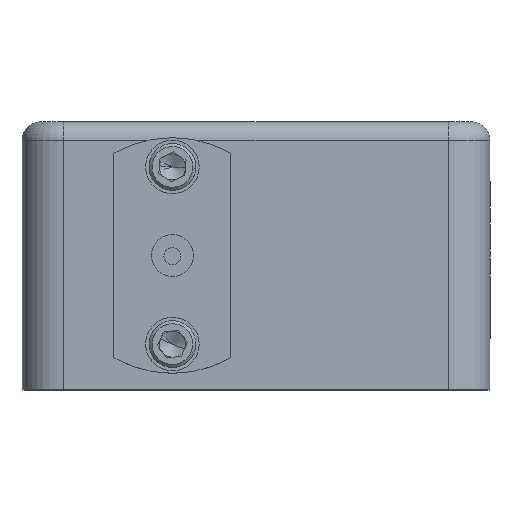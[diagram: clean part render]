
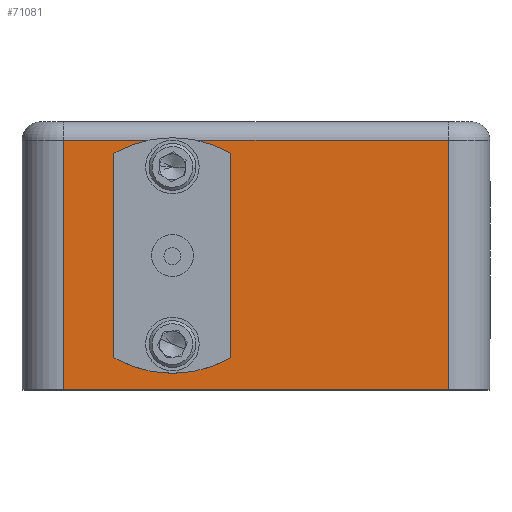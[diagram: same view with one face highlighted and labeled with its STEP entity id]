
A CAD part, top view. The second image highlights one B-rep face of the part: STEP entity #71081.
In plain terms, the highlighted planar face has unit normal (0, 0, 1).
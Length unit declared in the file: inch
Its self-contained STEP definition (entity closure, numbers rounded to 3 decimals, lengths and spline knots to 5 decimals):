
#5826 = ORIENTED_EDGE ( 'NONE', *, *, #36028, .F. ) ;
#5828 = ORIENTED_EDGE ( 'NONE', *, *, #81867, .F. ) ;
#5830 = ORIENTED_EDGE ( 'NONE', *, *, #30334, .F. ) ;
#5832 = ORIENTED_EDGE ( 'NONE', *, *, #81849, .F. ) ;
#5834 = ORIENTED_EDGE ( 'NONE', *, *, #30332, .F. ) ;
#5836 = ORIENTED_EDGE ( 'NONE', *, *, #81824, .F. ) ;
#5838 = ORIENTED_EDGE ( 'NONE', *, *, #30329, .T. ) ;
#5840 = ORIENTED_EDGE ( 'NONE', *, *, #30327, .T. ) ;
#5842 = ORIENTED_EDGE ( 'NONE', *, *, #30325, .T. ) ;
#5844 = ORIENTED_EDGE ( 'NONE', *, *, #30358, .T. ) ;
#6425 = EDGE_LOOP ( 'NONE', ( #5826, #5828 ) ) ;
#12330 = VERTEX_POINT ( 'NONE', #28686 ) ;
#12339 = VERTEX_POINT ( 'NONE', #28692 ) ;
#12348 = VERTEX_POINT ( 'NONE', #28698 ) ;
#12374 = VERTEX_POINT ( 'NONE', #28718 ) ;
#20519 = LINE ( 'NONE', #25189, #20535 ) ;
#20531 = LINE ( 'NONE', #25188, #20538 ) ;
#20535 = VECTOR ( 'NONE', #25183, 39.37008 ) ;
#20536 = LINE ( 'NONE', #25198, #20541 ) ;
#20538 = VECTOR ( 'NONE', #25197, 39.37008 ) ;
#20540 = CIRCLE ( 'NONE', #67682, 0.16 ) ;
#20541 = VECTOR ( 'NONE', #25199, 39.37008 ) ;
#20544 = CIRCLE ( 'NONE', #67684, 0.035 ) ;
#20574 = LINE ( 'NONE', #25238, #20578 ) ;
#20578 = VECTOR ( 'NONE', #25239, 39.37008 ) ;
#23855 = VERTEX_POINT ( 'NONE', #56511 ) ;
#23917 = VERTEX_POINT ( 'NONE', #56626 ) ;
#25183 = DIRECTION ( 'NONE',  ( 0., -1., 0. ) ) ;
#25188 = CARTESIAN_POINT ( 'NONE',  ( -0.575, 0.745, 0. ) ) ;
#25189 = CARTESIAN_POINT ( 'NONE',  ( -0.575, 0.8, 0. ) ) ;
#25197 = DIRECTION ( 'NONE',  ( -1., 0., 0. ) ) ;
#25198 = CARTESIAN_POINT ( 'NONE',  ( 0.575, 0.8, 0. ) ) ;
#25199 = DIRECTION ( 'NONE',  ( 0., 1., 0. ) ) ;
#25202 = CARTESIAN_POINT ( 'NONE',  ( -0.25, 0.4, 0. ) ) ;
#25203 = DIRECTION ( 'NONE',  ( 0., 0., 1. ) ) ;
#25204 = DIRECTION ( 'NONE',  ( 1., 0., 0. ) ) ;
#25207 = CARTESIAN_POINT ( 'NONE',  ( -0.25, 0.665, 0. ) ) ;
#25208 = DIRECTION ( 'NONE',  ( 0., 0., 1. ) ) ;
#25209 = DIRECTION ( 'NONE',  ( 1., 0., 0. ) ) ;
#25238 = CARTESIAN_POINT ( 'NONE',  ( -0.7, 0., 0. ) ) ;
#25239 = DIRECTION ( 'NONE',  ( 1., 0., 0. ) ) ;
#28686 = CARTESIAN_POINT ( 'NONE',  ( -0.575, 0., 0. ) ) ;
#28692 = CARTESIAN_POINT ( 'NONE',  ( 0.575, 0., 0. ) ) ;
#28698 = CARTESIAN_POINT ( 'NONE',  ( 0.575, 0.745, 0. ) ) ;
#28718 = CARTESIAN_POINT ( 'NONE',  ( -0.575, 0.745, 0. ) ) ;
#30325 = EDGE_CURVE ( 'NONE', #12374, #12330, #20519, .T. ) ;
#30327 = EDGE_CURVE ( 'NONE', #12348, #12374, #20531, .T. ) ;
#30329 = EDGE_CURVE ( 'NONE', #12339, #12348, #20536, .T. ) ;
#30332 = EDGE_CURVE ( 'NONE', #70744, #70648, #20540, .T. ) ;
#30334 = EDGE_CURVE ( 'NONE', #23917, #70686, #20544, .T. ) ;
#30358 = EDGE_CURVE ( 'NONE', #12330, #12339, #20574, .T. ) ;
#33955 = FACE_BOUND ( 'NONE', #6425, .T. ) ;
#33956 = FACE_BOUND ( 'NONE', #64022, .T. ) ;
#33959 = FACE_OUTER_BOUND ( 'NONE', #64016, .T. ) ;
#33960 = FACE_BOUND ( 'NONE', #64019, .T. ) ;
#36028 = EDGE_CURVE ( 'NONE', #23855, #70542, #42107, .T. ) ;
#42107 = CIRCLE ( 'NONE', #59024, 0.035 ) ;
#53832 = CARTESIAN_POINT ( 'NONE',  ( -0.25, 0.135, 0. ) ) ;
#53833 = DIRECTION ( 'NONE',  ( 0., 0., 1. ) ) ;
#53835 = DIRECTION ( 'NONE',  ( 1., 0., 0. ) ) ;
#56511 = CARTESIAN_POINT ( 'NONE',  ( -0.215, 0.135, 0. ) ) ;
#56626 = CARTESIAN_POINT ( 'NONE',  ( -0.215, 0.665, 0. ) ) ;
#58729 = CIRCLE ( 'NONE', #60962, 0.16 ) ;
#58750 = CIRCLE ( 'NONE', #60965, 0.035 ) ;
#58762 = CIRCLE ( 'NONE', #60968, 0.035 ) ;
#59024 = AXIS2_PLACEMENT_3D ( 'NONE', #53832, #53833, #53835 ) ;
#60809 = AXIS2_PLACEMENT_3D ( 'NONE', #80070, #80076, #80090 ) ;
#60962 = AXIS2_PLACEMENT_3D ( 'NONE', #84755, #84756, #84757 ) ;
#60965 = AXIS2_PLACEMENT_3D ( 'NONE', #84769, #84770, #84771 ) ;
#60968 = AXIS2_PLACEMENT_3D ( 'NONE', #84777, #84778, #84779 ) ;
#64016 = EDGE_LOOP ( 'NONE', ( #5838, #5840, #5842, #5844 ) ) ;
#64019 = EDGE_LOOP ( 'NONE', ( #5830, #5832 ) ) ;
#64022 = EDGE_LOOP ( 'NONE', ( #5834, #5836 ) ) ;
#67682 = AXIS2_PLACEMENT_3D ( 'NONE', #25202, #25203, #25204 ) ;
#67684 = AXIS2_PLACEMENT_3D ( 'NONE', #25207, #25208, #25209 ) ;
#70542 = VERTEX_POINT ( 'NONE', #88045 ) ;
#70648 = VERTEX_POINT ( 'NONE', #88320 ) ;
#70686 = VERTEX_POINT ( 'NONE', #88465 ) ;
#70744 = VERTEX_POINT ( 'NONE', #88624 ) ;
#71081 = ADVANCED_FACE ( 'NONE', ( #33955, #33960, #33956, #33959 ), #80082, .F. ) ;
#80070 = CARTESIAN_POINT ( 'NONE',  ( -0.7, 0.8, 0. ) ) ;
#80076 = DIRECTION ( 'NONE',  ( 0., 0., -1. ) ) ;
#80082 = PLANE ( 'NONE',  #60809 ) ;
#80090 = DIRECTION ( 'NONE',  ( -1., 0., 0. ) ) ;
#81824 = EDGE_CURVE ( 'NONE', #70648, #70744, #58729, .T. ) ;
#81849 = EDGE_CURVE ( 'NONE', #70686, #23917, #58750, .T. ) ;
#81867 = EDGE_CURVE ( 'NONE', #70542, #23855, #58762, .T. ) ;
#84755 = CARTESIAN_POINT ( 'NONE',  ( -0.25, 0.4, 0. ) ) ;
#84756 = DIRECTION ( 'NONE',  ( 0., 0., 1. ) ) ;
#84757 = DIRECTION ( 'NONE',  ( 1., 0., 0. ) ) ;
#84769 = CARTESIAN_POINT ( 'NONE',  ( -0.25, 0.665, 0. ) ) ;
#84770 = DIRECTION ( 'NONE',  ( 0., 0., 1. ) ) ;
#84771 = DIRECTION ( 'NONE',  ( 1., 0., 0. ) ) ;
#84777 = CARTESIAN_POINT ( 'NONE',  ( -0.25, 0.135, 0. ) ) ;
#84778 = DIRECTION ( 'NONE',  ( 0., 0., 1. ) ) ;
#84779 = DIRECTION ( 'NONE',  ( 1., 0., 0. ) ) ;
#88045 = CARTESIAN_POINT ( 'NONE',  ( -0.285, 0.135, 0. ) ) ;
#88320 = CARTESIAN_POINT ( 'NONE',  ( -0.41, 0.4, 0. ) ) ;
#88465 = CARTESIAN_POINT ( 'NONE',  ( -0.285, 0.665, 0. ) ) ;
#88624 = CARTESIAN_POINT ( 'NONE',  ( -0.09, 0.4, 0. ) ) ;
